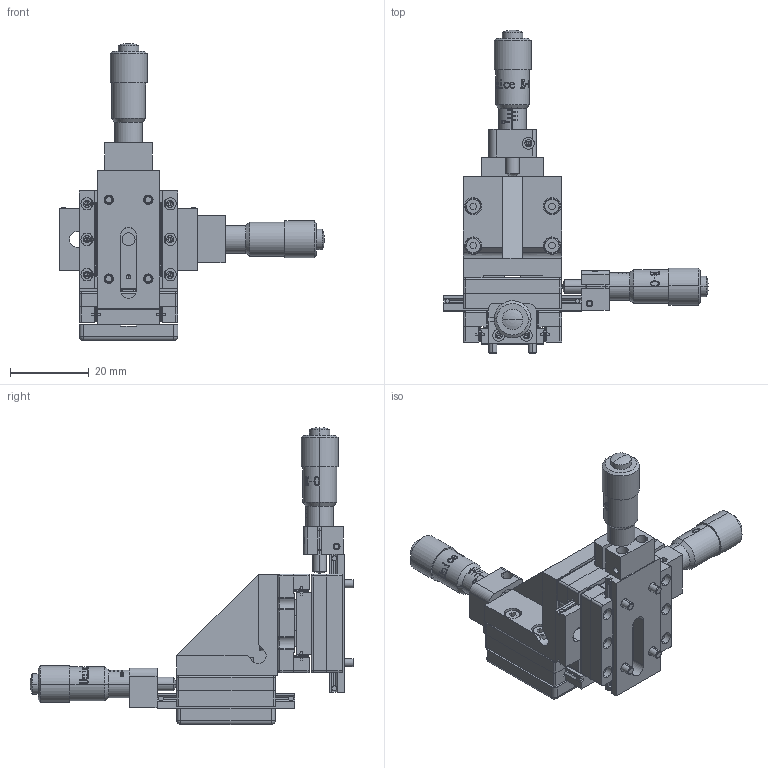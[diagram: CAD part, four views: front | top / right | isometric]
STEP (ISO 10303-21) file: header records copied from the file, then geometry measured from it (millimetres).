
FILE_DESCRIPTION (( 'STEP AP203' ), '1' );
FILE_NAME ('56LTS-3LM.STEP', '2016-04-29T07:33:07', ( '' ), ( '' ), 'SwSTEP 2.0', 'SolidWorks 2016', '' );
FILE_SCHEMA (( 'CONFIG_CONTROL_DESIGN' ));
Length unit declared in the file: millimetre
Products named in the file (17): 56LTS-3LM; U-F3-A3-M2X4; U-F1-PIN-SUS-1.2x3.2; U-F2-R-MT6.5-3-A1; U-F1-PIN-SUS-1.2x5; U-F1-56LTS3M1-DP_U-F1-56LTS3M1-DP; 56LTS-2LM_56ABK-2RM; U-F1-56LTS101-DP_U-F1-56LTS101-DP-研磨; 56LTS-1M_56LTS-1M; U-F1-56LTS102-D2_U-F1-56LTS102-DP-研磨; U-F1-56LTS301-DP; U-F2-R-MT6.5-3-A2; U-F1-56CTS104-DP; U-F1-56LTS1M1-DP_U-F1-56LTS1M1-DP; U-F1-56LTS103-DP; U-F2-M-R1X7Z; U-F2-R-MT6.5-3
Assembly tree (38 placements, depth 5):
  56LTS-3LM
    56LTS-2LM_56ABK-2RM
      56LTS-1M_56LTS-1M  x2
        U-F1-56LTS102-D2_U-F1-56LTS102-DP-研磨
        U-F1-56LTS101-DP_U-F1-56LTS101-DP-研磨
        U-F1-56LTS1M1-DP_U-F1-56LTS1M1-DP
        U-F1-56LTS103-DP
        U-F2-R-MT6.5-3
          U-F2-R-MT6.5-3-A2
          U-F2-R-MT6.5-3-A1
        U-F1-56CTS104-DP
        U-F1-PIN-SUS-1.2x3.2
        U-F1-PIN-SUS-1.2x5
        U-F2-M-R1X7Z
        U-F3-A3-M2X4
    56LTS-1M_56LTS-1M
      U-F1-56LTS102-D2_U-F1-56LTS102-DP-研磨  x2
      U-F1-56LTS101-DP_U-F1-56LTS101-DP-研磨
      U-F1-56LTS1M1-DP_U-F1-56LTS1M1-DP
      U-F1-56LTS103-DP
      U-F2-R-MT6.5-3
        U-F2-R-MT6.5-3-A2
        U-F2-R-MT6.5-3-A1
      U-F1-56CTS104-DP
      U-F1-PIN-SUS-1.2x3.2  x8
      U-F1-PIN-SUS-1.2x5
      U-F2-M-R1X7Z  x2
      U-F3-A3-M2X4  x4
    U-F1-56LTS301-DP
    U-F1-56LTS3M1-DP_U-F1-56LTS3M1-DP
    U-F3-A3-M2X4  x8
Bounding box: 67.2 x 82.15 x 75.4 mm (x, y, z)
Volume: 29103.4 mm3; surface area: 31387.2 mm2
Topology: 85 solids, 85 shells, 2966 faces, 7552 edges, 4802 vertices
Faces by surface type: plane 1244, cylinder 1074, bspline 375, cone 169, torus 58, sphere 46
Entity records: 37549 total; most frequent: CARTESIAN_POINT 15787, ORIENTED_EDGE 4222, DIRECTION 3716, EDGE_CURVE 2111, AXIS2_PLACEMENT_3D 1370, VERTEX_POINT 1366, VECTOR 976, LINE 976
